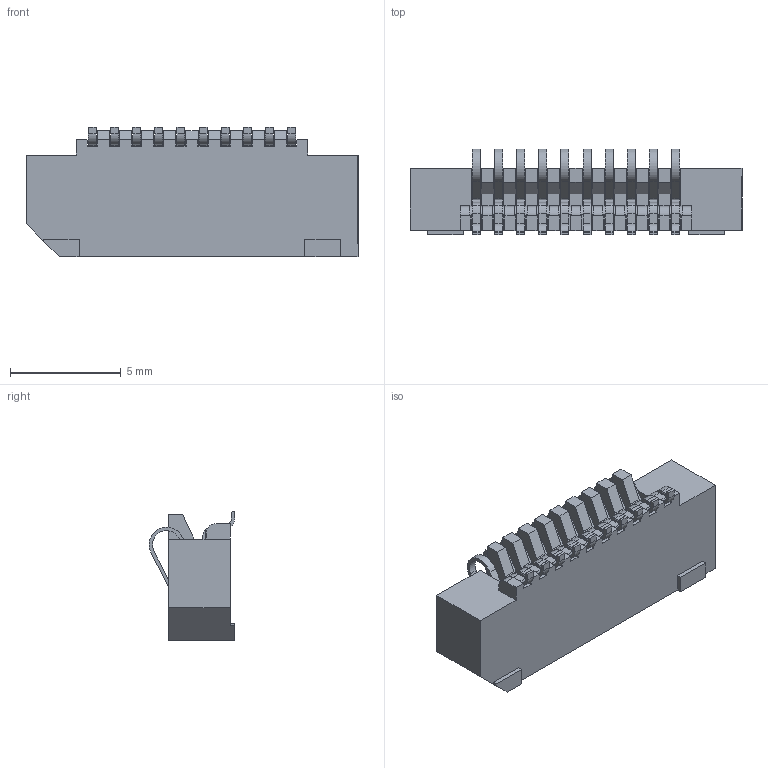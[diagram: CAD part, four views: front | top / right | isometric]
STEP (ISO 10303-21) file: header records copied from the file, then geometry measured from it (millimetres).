
FILE_DESCRIPTION(/* description */ ('STEP AP214'),/* implementation_level */ '2;1');
FILE_NAME(/* name */ 'FSI-110-03-G-S',/* time_stamp */ '2024-06-28T00:00:37+02:00',/* author */ ('License CC BY-ND 4.0'),/* organization */ ('CADENAS'),/* preprocessor_version */ 'ST-DEVELOPER v19.3',/* originating_system */ 'PARTsolutions',/* authorisation */ ' ');
FILE_SCHEMA (('AUTOMOTIVE_DESIGN {1 0 10303 214 3 1 1}'));
Length unit declared in the file: millimetre
Products named in the file (4): FSI-110-03-G-S; FSI-110-03-G-S_terminal; FSI-110-03-G-S_pin; FSI-110-03-G-S_PIN2
Assembly tree (3 placements, depth 2):
  FSI-110-03-G-S
    FSI-110-03-G-S_terminal
    FSI-110-03-G-S_pin
    FSI-110-03-G-S_PIN2
Bounding box: 15 x 3.87 x 5.86 mm (x, y, z)
Volume: 179.5 mm3; surface area: 598.8 mm2
Topology: 3 solids, 3 shells, 565 faces, 1644 edges, 1076 vertices
Faces by surface type: plane 442, cylinder 123
Entity records: 20342 total; most frequent: CARTESIAN_POINT 3289, ORIENTED_EDGE 3288, DIRECTION 3046, EDGE_CURVE 1644, LINE 1380, VECTOR 1380, VERTEX_POINT 1076, AXIS2_PLACEMENT_3D 833
